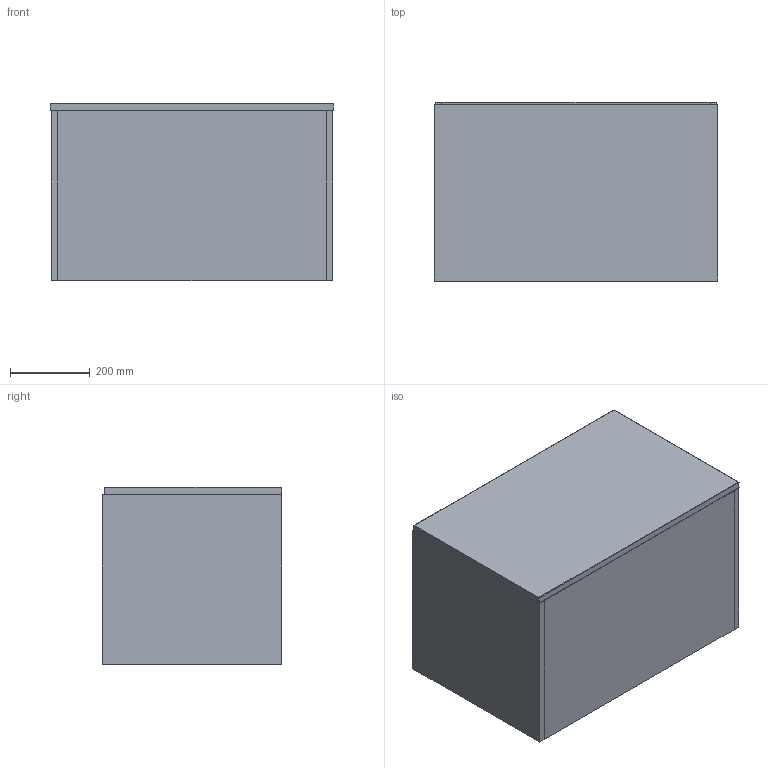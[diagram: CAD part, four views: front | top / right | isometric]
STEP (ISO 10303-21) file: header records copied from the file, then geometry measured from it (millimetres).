
FILE_DESCRIPTION (( 'STEP AP214' ), '1' );
FILE_NAME ('AU072W_V10221.STEP', '2021-02-11T15:39:53', ( '' ), ( '' ), 'SwSTEP 2.0', 'SolidWorks 2019', '' );
FILE_SCHEMA (( 'AUTOMOTIVE_DESIGN' ));
Length unit declared in the file: millimetre
Products named in the file (8): Austen Drawer side _60_72R; Austen Drawer Back v10518_72; Austen Carcass_AU072W; Austen Drawer Assembly_72W Berlin; AU072W_V10221; Austen Drawer Bottom v10518_72; Austen Drawer side _60_72L; Austen Drawer Front v10518_72W
Assembly tree (7 placements, depth 3):
  AU072W_V10221
    Austen Drawer Assembly_72W Berlin
      Austen Drawer Bottom v10518_72
      Austen Drawer Back v10518_72
      Austen Drawer side _60_72L
      Austen Drawer Front v10518_72W
      Austen Drawer side _60_72R
    Austen Carcass_AU072W
Bounding box: 712 x 450 x 445 mm (x, y, z)
Volume: 24631366.5 mm3; surface area: 3336035.5 mm2
Topology: 11 solids, 11 shells, 167 faces, 378 edges, 238 vertices
Faces by surface type: plane 119, cylinder 40, sphere 8
Entity records: 4915 total; most frequent: DIRECTION 808, CARTESIAN_POINT 786, ORIENTED_EDGE 740, EDGE_CURVE 370, LINE 288, VECTOR 288, AXIS2_PLACEMENT_3D 260, VERTEX_POINT 238
